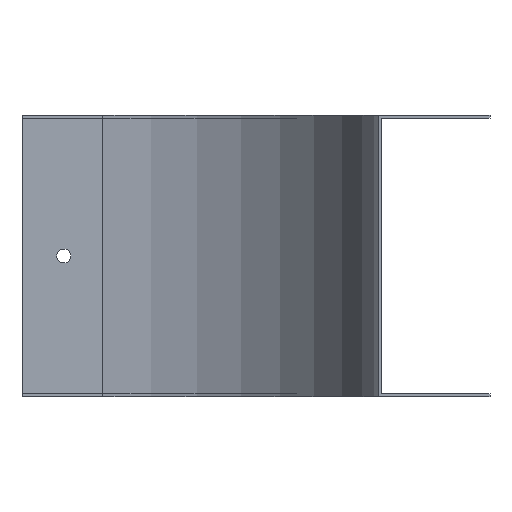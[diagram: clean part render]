
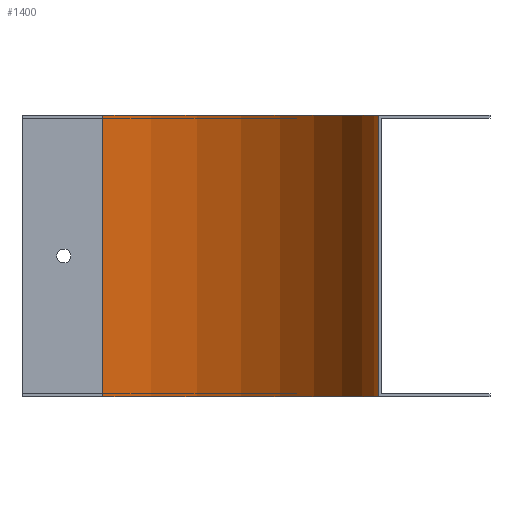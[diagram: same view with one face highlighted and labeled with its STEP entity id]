
A CAD part, left-side view. The second image highlights one B-rep face of the part: STEP entity #1400.
In plain terms, the highlighted cylindrical face has radius 99 mm (diameter 198 mm), a partial arc.
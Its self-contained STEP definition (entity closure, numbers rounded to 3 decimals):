
#56 = VERTEX_POINT ( 'NONE', #1891 ) ;
#71 = VERTEX_POINT ( 'NONE', #1876 ) ;
#101 = VERTEX_POINT ( 'NONE', #1998 ) ;
#102 = VERTEX_POINT ( 'NONE', #2004 ) ;
#134 = CIRCLE ( 'NONE', #384, 99. ) ;
#246 = LINE ( 'NONE', #1798, #248 ) ;
#248 = VECTOR ( 'NONE', #1788, 1000. ) ;
#285 = LINE ( 'NONE', #751, #289 ) ;
#289 = VECTOR ( 'NONE', #756, 1000. ) ;
#313 = EDGE_CURVE ( 'NONE', #101, #71, #134, .T. ) ;
#337 = AXIS2_PLACEMENT_3D ( 'NONE', #1208, #1207, #1206 ) ;
#384 = AXIS2_PLACEMENT_3D ( 'NONE', #1980, #1978, #1977 ) ;
#423 = EDGE_CURVE ( 'NONE', #56, #101, #246, .T. ) ;
#454 = EDGE_CURVE ( 'NONE', #102, #71, #285, .T. ) ;
#511 = EDGE_CURVE ( 'NONE', #56, #102, #690, .T. ) ;
#555 = AXIS2_PLACEMENT_3D ( 'NONE', #846, #844, #840 ) ;
#690 = CIRCLE ( 'NONE', #337, 99. ) ;
#751 = CARTESIAN_POINT ( 'NONE',  ( -41., 139., -100. ) ) ;
#756 = DIRECTION ( 'NONE',  ( 0., 0., 1. ) ) ;
#840 = DIRECTION ( 'NONE',  ( 1., 0., 0. ) ) ;
#844 = DIRECTION ( 'NONE',  ( 0., 0., 1. ) ) ;
#846 = CARTESIAN_POINT ( 'NONE',  ( -140., 139., -100. ) ) ;
#1206 = DIRECTION ( 'NONE',  ( -1., 0., 0. ) ) ;
#1207 = DIRECTION ( 'NONE',  ( 0., 0., 1. ) ) ;
#1208 = CARTESIAN_POINT ( 'NONE',  ( -140., 139., -100. ) ) ;
#1331 = ORIENTED_EDGE ( 'NONE', *, *, #423, .T. ) ;
#1332 = ORIENTED_EDGE ( 'NONE', *, *, #511, .F. ) ;
#1333 = ORIENTED_EDGE ( 'NONE', *, *, #454, .F. ) ;
#1334 = ORIENTED_EDGE ( 'NONE', *, *, #313, .T. ) ;
#1400 = ADVANCED_FACE ( 'NONE', ( #1640 ), #1644, .F. ) ;
#1587 = EDGE_LOOP ( 'NONE', ( #1334, #1333, #1332, #1331 ) ) ;
#1640 = FACE_OUTER_BOUND ( 'NONE', #1587, .T. ) ;
#1644 = CYLINDRICAL_SURFACE ( 'NONE', #555, 99. ) ;
#1788 = DIRECTION ( 'NONE',  ( 0., 0., 1. ) ) ;
#1798 = CARTESIAN_POINT ( 'NONE',  ( -140., 40., -100. ) ) ;
#1876 = CARTESIAN_POINT ( 'NONE',  ( -41., 139., 1. ) ) ;
#1891 = CARTESIAN_POINT ( 'NONE',  ( -140., 40., -100. ) ) ;
#1977 = DIRECTION ( 'NONE',  ( -1., 0., 0. ) ) ;
#1978 = DIRECTION ( 'NONE',  ( 0., 0., 1. ) ) ;
#1980 = CARTESIAN_POINT ( 'NONE',  ( -140., 139., 1. ) ) ;
#1998 = CARTESIAN_POINT ( 'NONE',  ( -140., 40., 1. ) ) ;
#2004 = CARTESIAN_POINT ( 'NONE',  ( -41., 139., -100. ) ) ;
